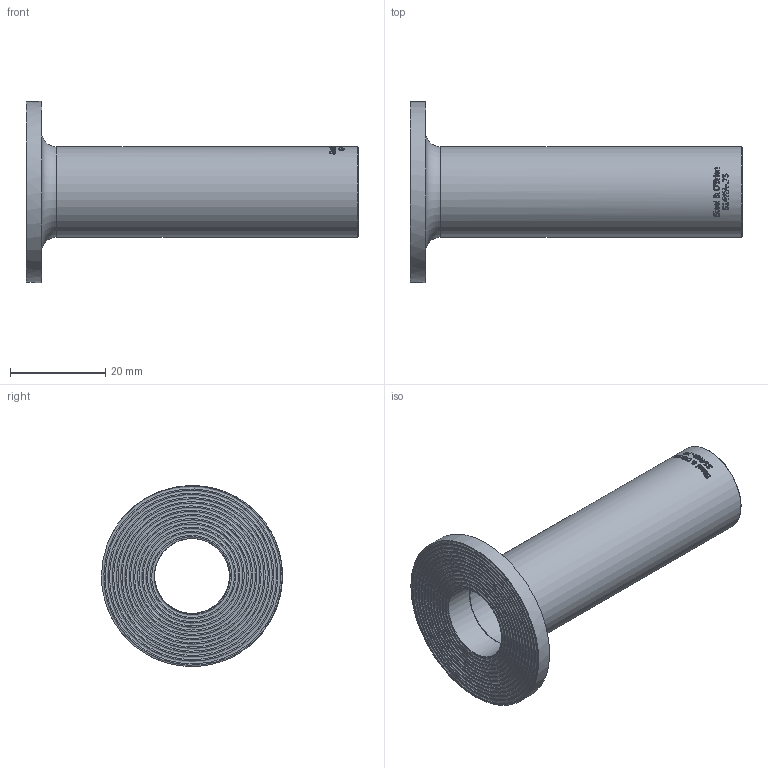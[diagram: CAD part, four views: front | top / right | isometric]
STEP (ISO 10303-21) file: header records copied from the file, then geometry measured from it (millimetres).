
FILE_DESCRIPTION(/* description */ (''),/* implementation_level */ '2;1');
FILE_NAME(/* name */ 'S14WA-.75.stp',/* time_stamp */ '2018-11-26T13:19:52-05:00',/* author */ ('rick'),/* organization */ (''),/* preprocessor_version */ 'ST-DEVELOPER v15.2',/* originating_system */ 'Autodesk Inventor 2014',/* authorisation */ '');
FILE_SCHEMA (('AUTOMOTIVE_DESIGN { 1 0 10303 214 3 1 1 }'));
Length unit declared in the file: inch
Products named in the file (1): S14WA-.75
Bounding box: 69.85 x 38.1 x 38.1 mm (x, y, z)
Volume: 9249.2 mm3; surface area: 9771.6 mm2
Topology: 1 solids, 1 shells, 352 faces, 941 edges, 626 vertices
Faces by surface type: plane 159, bspline 150, cylinder 37, torus 6
Full cylindrical faces by diameter (mm): 15.748 x2, 19.05 x1, 38.1 x1
Entity records: 15550 total; most frequent: CARTESIAN_POINT 7578, ORIENTED_EDGE 1860, DIRECTION 1239, EDGE_CURVE 930, VERTEX_POINT 624, LINE 419, VECTOR 419, AXIS2_PLACEMENT_3D 410
